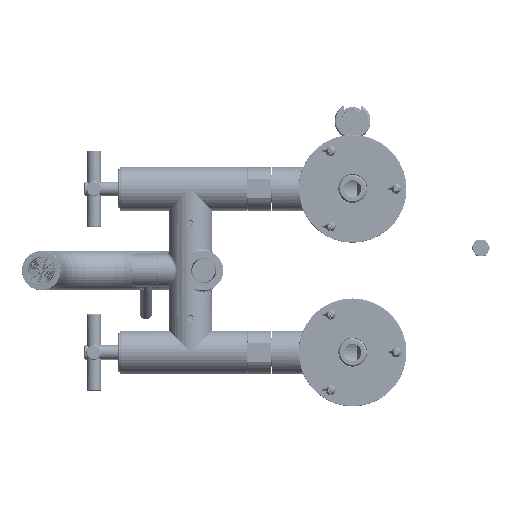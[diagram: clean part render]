
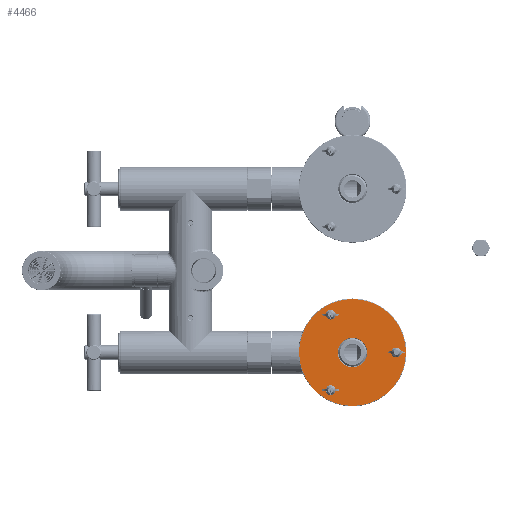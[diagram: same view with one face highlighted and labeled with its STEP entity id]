
A CAD part, front view. The second image highlights one B-rep face of the part: STEP entity #4466.
In plain terms, the highlighted planar face has unit normal (0, -1, 0).
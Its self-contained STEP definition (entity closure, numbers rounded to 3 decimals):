
#3999=CARTESIAN_POINT('',(-20.,0.,-34.641));
#4000=DIRECTION('',(0.,1.,0.));
#4001=DIRECTION('',(1.,0.,0.));
#4002=AXIS2_PLACEMENT_3D('',#3999,#4000,#4001);
#4004=CARTESIAN_POINT('',(-20.,0.,-34.641));
#4005=DIRECTION('',(0.,1.,0.));
#4006=DIRECTION('',(-1.,0.,0.));
#4007=AXIS2_PLACEMENT_3D('',#4004,#4005,#4006);
#4009=CARTESIAN_POINT('',(-20.,0.,34.641));
#4010=DIRECTION('',(0.,1.,0.));
#4011=DIRECTION('',(1.,0.,0.));
#4012=AXIS2_PLACEMENT_3D('',#4009,#4010,#4011);
#4014=CARTESIAN_POINT('',(-20.,0.,34.641));
#4015=DIRECTION('',(0.,1.,0.));
#4016=DIRECTION('',(-1.,0.,0.));
#4017=AXIS2_PLACEMENT_3D('',#4014,#4015,#4016);
#4019=CARTESIAN_POINT('',(40.,0.,0.));
#4020=DIRECTION('',(0.,1.,0.));
#4021=DIRECTION('',(1.,0.,0.));
#4022=AXIS2_PLACEMENT_3D('',#4019,#4020,#4021);
#4024=CARTESIAN_POINT('',(40.,0.,0.));
#4025=DIRECTION('',(0.,1.,0.));
#4026=DIRECTION('',(-1.,0.,0.));
#4027=AXIS2_PLACEMENT_3D('',#4024,#4025,#4026);
#4029=CARTESIAN_POINT('',(0.,0.,0.));
#4030=DIRECTION('',(0.,1.,0.));
#4031=DIRECTION('',(1.,0.,0.));
#4032=AXIS2_PLACEMENT_3D('',#4029,#4030,#4031);
#4034=CARTESIAN_POINT('',(0.,0.,0.));
#4035=DIRECTION('',(0.,1.,0.));
#4036=DIRECTION('',(-1.,0.,0.));
#4037=AXIS2_PLACEMENT_3D('',#4034,#4035,#4036);
#4039=CARTESIAN_POINT('',(0.,0.,0.));
#4040=DIRECTION('',(0.,-1.,0.));
#4041=DIRECTION('',(-1.,0.,0.));
#4042=AXIS2_PLACEMENT_3D('',#4039,#4040,#4041);
#4044=CARTESIAN_POINT('',(0.,0.,0.));
#4045=DIRECTION('',(0.,-1.,0.));
#4046=DIRECTION('',(1.,0.,0.));
#4047=AXIS2_PLACEMENT_3D('',#4044,#4045,#4046);
#4343=CARTESIAN_POINT('',(-16.75,0.,-34.641));
#4344=CARTESIAN_POINT('',(-23.25,0.,-34.641));
#4345=VERTEX_POINT('',#4343);
#4346=VERTEX_POINT('',#4344);
#4347=CARTESIAN_POINT('',(-16.75,0.,34.641));
#4348=CARTESIAN_POINT('',(-23.25,0.,34.641));
#4349=VERTEX_POINT('',#4347);
#4350=VERTEX_POINT('',#4348);
#4351=CARTESIAN_POINT('',(43.25,0.,0.));
#4352=CARTESIAN_POINT('',(36.75,0.,0.));
#4353=VERTEX_POINT('',#4351);
#4354=VERTEX_POINT('',#4352);
#4363=CARTESIAN_POINT('',(13.5,0.,0.));
#4364=CARTESIAN_POINT('',(-13.5,0.,0.));
#4365=VERTEX_POINT('',#4363);
#4366=VERTEX_POINT('',#4364);
#4423=CARTESIAN_POINT('',(-49.,0.,0.));
#4424=CARTESIAN_POINT('',(49.,0.,0.));
#4425=VERTEX_POINT('',#4423);
#4426=VERTEX_POINT('',#4424);
#4431=CARTESIAN_POINT('',(0.,0.,0.));
#4432=DIRECTION('',(0.,1.,0.));
#4433=DIRECTION('',(1.,0.,0.));
#4434=AXIS2_PLACEMENT_3D('',#4431,#4432,#4433);
#4435=PLANE('',#4434);
#4437=ORIENTED_EDGE('',*,*,#4436,.F.);
#4439=ORIENTED_EDGE('',*,*,#4438,.F.);
#4440=EDGE_LOOP('',(#4437,#4439));
#4441=FACE_OUTER_BOUND('',#4440,.F.);
#4443=ORIENTED_EDGE('',*,*,#4442,.F.);
#4445=ORIENTED_EDGE('',*,*,#4444,.F.);
#4446=EDGE_LOOP('',(#4443,#4445));
#4447=FACE_BOUND('',#4446,.F.);
#4449=ORIENTED_EDGE('',*,*,#4448,.F.);
#4451=ORIENTED_EDGE('',*,*,#4450,.F.);
#4452=EDGE_LOOP('',(#4449,#4451));
#4453=FACE_BOUND('',#4452,.F.);
#4455=ORIENTED_EDGE('',*,*,#4454,.F.);
#4457=ORIENTED_EDGE('',*,*,#4456,.F.);
#4458=EDGE_LOOP('',(#4455,#4457));
#4459=FACE_BOUND('',#4458,.F.);
#4461=ORIENTED_EDGE('',*,*,#4460,.F.);
#4463=ORIENTED_EDGE('',*,*,#4462,.F.);
#4464=EDGE_LOOP('',(#4461,#4463));
#4465=FACE_BOUND('',#4464,.F.);
#4466=ADVANCED_FACE('',(#4441,#4447,#4453,#4459,#4465),#4435,.F.);
#4003=CIRCLE('',#4002,3.25);
#4008=CIRCLE('',#4007,3.25);
#4013=CIRCLE('',#4012,3.25);
#4018=CIRCLE('',#4017,3.25);
#4023=CIRCLE('',#4022,3.25);
#4028=CIRCLE('',#4027,3.25);
#4033=CIRCLE('',#4032,13.5);
#4038=CIRCLE('',#4037,13.5);
#4043=CIRCLE('',#4042,49.);
#4048=CIRCLE('',#4047,49.);
#4436=EDGE_CURVE('',#4425,#4426,#4043,.T.);
#4438=EDGE_CURVE('',#4426,#4425,#4048,.T.);
#4442=EDGE_CURVE('',#4345,#4346,#4003,.T.);
#4444=EDGE_CURVE('',#4346,#4345,#4008,.T.);
#4448=EDGE_CURVE('',#4349,#4350,#4013,.T.);
#4450=EDGE_CURVE('',#4350,#4349,#4018,.T.);
#4454=EDGE_CURVE('',#4353,#4354,#4023,.T.);
#4456=EDGE_CURVE('',#4354,#4353,#4028,.T.);
#4460=EDGE_CURVE('',#4365,#4366,#4033,.T.);
#4462=EDGE_CURVE('',#4366,#4365,#4038,.T.);
